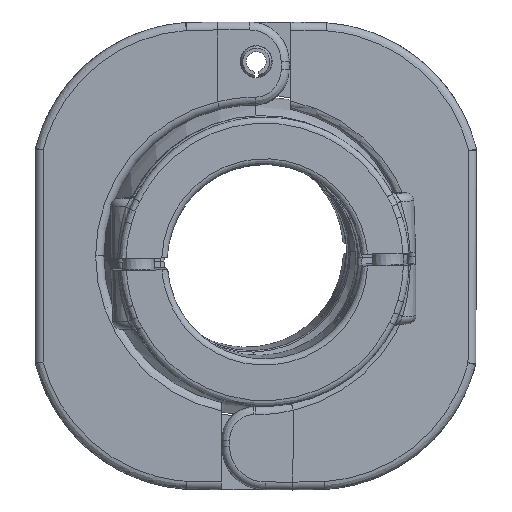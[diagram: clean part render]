
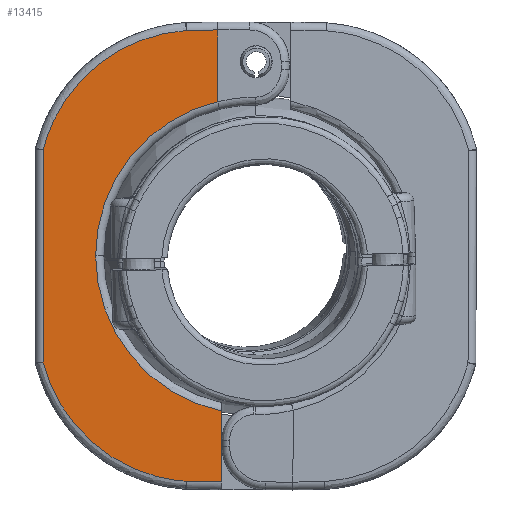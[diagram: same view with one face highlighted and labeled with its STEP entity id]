
A CAD part, front view. The second image highlights one B-rep face of the part: STEP entity #13415.
In plain terms, the highlighted planar face has unit normal (-0.018, -1, 0).
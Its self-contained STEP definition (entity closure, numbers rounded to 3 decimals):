
#1026 = VERTEX_POINT ( 'NONE', #71937 ) ;
#2909 = CARTESIAN_POINT ( 'NONE',  ( -40.299, -18.462, 0. ) ) ;
#3511 = DIRECTION ( 'NONE',  ( 0., 0., 1. ) ) ;
#6695 = CARTESIAN_POINT ( 'NONE',  ( -9.5, -19., 38.897 ) ) ;
#6845 = ORIENTED_EDGE ( 'NONE', *, *, #28321, .T. ) ;
#6888 = DIRECTION ( 'NONE',  ( -0.017, -1., 0. ) ) ;
#7357 = DIRECTION ( 'NONE',  ( -1., 0.017, 0. ) ) ;
#7688 = CARTESIAN_POINT ( 'NONE',  ( -9.5, -19., 27. ) ) ;
#8549 = EDGE_CURVE ( 'NONE', #37573, #20967, #9443, .T. ) ;
#9443 = LINE ( 'NONE', #56075, #72784 ) ;
#12506 = DIRECTION ( 'NONE',  ( 0., 0., -1. ) ) ;
#12841 = VERTEX_POINT ( 'NONE', #2909 ) ;
#13077 = CARTESIAN_POINT ( 'NONE',  ( -17.451, -18.861, 56.862 ) ) ;
#13415 = ADVANCED_FACE ( 'NONE', ( #50150 ), #43377, .T. ) ;
#15374 = EDGE_CURVE ( 'NONE', #20967, #59985, #74133, .T. ) ;
#15734 = DIRECTION ( 'NONE',  ( 1., -0.017, -0.017 ) ) ;
#17267 = DIRECTION ( 'NONE',  ( -1., 0.017, -0.017 ) ) ;
#19232 = CARTESIAN_POINT ( 'NONE',  ( -0.334, -19.16, 0. ) ) ;
#20288 = CARTESIAN_POINT ( 'NONE',  ( -35.357, -18.549, -55.652 ) ) ;
#20967 = VERTEX_POINT ( 'NONE', #40206 ) ;
#22386 = LINE ( 'NONE', #35072, #82081 ) ;
#23635 = CARTESIAN_POINT ( 'NONE',  ( -49.137, -18.308, 44.154 ) ) ;
#24889 = CARTESIAN_POINT ( 'NONE',  ( -0.334, -19.16, 0. ) ) ;
#25308 = DIRECTION ( 'NONE',  ( -1., 0.017, 0. ) ) ;
#26787 = CARTESIAN_POINT ( 'NONE',  ( -17.451, -18.861, -56.862 ) ) ;
#26999 = CARTESIAN_POINT ( 'NONE',  ( -53.535, -18.231, 26.754 ) ) ;
#27819 = VECTOR ( 'NONE', #17267, 1000. ) ;
#27916 = CARTESIAN_POINT ( 'NONE',  ( -49.137, -18.308, -44.154 ) ) ;
#28321 = EDGE_CURVE ( 'NONE', #53804, #12841, #77709, .T. ) ;
#29150 = CARTESIAN_POINT ( 'NONE',  ( -17.441, -18.861, 56.862 ) ) ;
#32701 = VERTEX_POINT ( 'NONE', #76187 ) ;
#32801 = CARTESIAN_POINT ( 'NONE',  ( -53.535, -18.231, 26.754 ) ) ;
#33193 = DIRECTION ( 'NONE',  ( 0.017, 1., 0. ) ) ;
#33211 = EDGE_CURVE ( 'NONE', #12841, #37573, #51232, .T. ) ;
#33213 = CARTESIAN_POINT ( 'NONE',  ( -17.451, -18.861, 56.862 ) ) ;
#34186 = AXIS2_PLACEMENT_3D ( 'NONE', #19232, #33193, #7357 ) ;
#35072 = CARTESIAN_POINT ( 'NONE',  ( -8.5, -19.017, 27. ) ) ;
#36605 = ORIENTED_EDGE ( 'NONE', *, *, #73777, .T. ) ;
#37573 = VERTEX_POINT ( 'NONE', #6695 ) ;
#38322 =( BOUNDED_CURVE ( )  B_SPLINE_CURVE ( 3, ( #78514, #27916, #20288, #78104 ),
 .UNSPECIFIED., .F., .F. ) 
 B_SPLINE_CURVE_WITH_KNOTS ( ( 4, 4 ),
 ( 3.389, 4.645 ),
 .UNSPECIFIED. ) 
 CURVE ( )  GEOMETRIC_REPRESENTATION_ITEM ( )  RATIONAL_B_SPLINE_CURVE ( ( 1., 0.873, 0.873, 1. ) ) 
 REPRESENTATION_ITEM ( '' )  );
#39236 = ORIENTED_EDGE ( 'NONE', *, *, #73971, .F. ) ;
#40051 = ORIENTED_EDGE ( 'NONE', *, *, #15374, .T. ) ;
#40206 = CARTESIAN_POINT ( 'NONE',  ( -9.5, -19., 57. ) ) ;
#40983 = CARTESIAN_POINT ( 'NONE',  ( -9.5, -19., 57. ) ) ;
#42646 = CARTESIAN_POINT ( 'NONE',  ( -9.5, -19., 27. ) ) ;
#42890 = VECTOR ( 'NONE', #12506, 1000. ) ;
#43377 = PLANE ( 'NONE',  #51375 ) ;
#45700 = DIRECTION ( 'NONE',  ( 0.017, 1., 0. ) ) ;
#46747 = DIRECTION ( 'NONE',  ( -1., 0.017, 0. ) ) ;
#48360 = ORIENTED_EDGE ( 'NONE', *, *, #8549, .T. ) ;
#49936 = ORIENTED_EDGE ( 'NONE', *, *, #56698, .T. ) ;
#50150 = FACE_OUTER_BOUND ( 'NONE', #79857, .T. ) ;
#51109 = LINE ( 'NONE', #83450, #42890 ) ;
#51232 = CIRCLE ( 'NONE', #77066, 39.971 ) ;
#51375 = AXIS2_PLACEMENT_3D ( 'NONE', #7688, #6888, #46747 ) ;
#53804 = VERTEX_POINT ( 'NONE', #58012 ) ;
#54688 = VERTEX_POINT ( 'NONE', #13077 ) ;
#55951 = ORIENTED_EDGE ( 'NONE', *, *, #57558, .T. ) ;
#56075 = CARTESIAN_POINT ( 'NONE',  ( -9.5, -19., 27. ) ) ;
#56698 = EDGE_CURVE ( 'NONE', #54688, #57370, #78325, .T. ) ;
#57370 = VERTEX_POINT ( 'NONE', #26999 ) ;
#57558 = EDGE_CURVE ( 'NONE', #57370, #1026, #51109, .T. ) ;
#58012 = CARTESIAN_POINT ( 'NONE',  ( -8.5, -19.017, -39.128 ) ) ;
#58318 = CARTESIAN_POINT ( 'NONE',  ( -9.465, -19.001, -57.001 ) ) ;
#59985 = VERTEX_POINT ( 'NONE', #40983 ) ;
#60290 = ORIENTED_EDGE ( 'NONE', *, *, #73952, .T. ) ;
#60915 = VECTOR ( 'NONE', #68094, 1000. ) ;
#62675 = LINE ( 'NONE', #29150, #27819 ) ;
#68094 = DIRECTION ( 'NONE',  ( 0., 0., 1. ) ) ;
#71122 = EDGE_CURVE ( 'NONE', #81195, #32701, #71603, .T. ) ;
#71603 = LINE ( 'NONE', #58318, #80107 ) ;
#71937 = CARTESIAN_POINT ( 'NONE',  ( -53.535, -18.231, -26.754 ) ) ;
#72784 = VECTOR ( 'NONE', #3511, 1000. ) ;
#73777 = EDGE_CURVE ( 'NONE', #1026, #81195, #38322, .T. ) ;
#73952 = EDGE_CURVE ( 'NONE', #59985, #54688, #62675, .T. ) ;
#73971 = EDGE_CURVE ( 'NONE', #53804, #32701, #22386, .T. ) ;
#74133 = LINE ( 'NONE', #42646, #60915 ) ;
#74237 = DIRECTION ( 'NONE',  ( 0., 0., -1. ) ) ;
#76187 = CARTESIAN_POINT ( 'NONE',  ( -8.5, -19.017, -57.018 ) ) ;
#77066 = AXIS2_PLACEMENT_3D ( 'NONE', #24889, #45700, #25308 ) ;
#77709 = CIRCLE ( 'NONE', #34186, 39.971 ) ;
#78104 = CARTESIAN_POINT ( 'NONE',  ( -17.451, -18.861, -56.862 ) ) ;
#78325 =( BOUNDED_CURVE ( )  B_SPLINE_CURVE ( 3, ( #33213, #83128, #23635, #32801 ),
 .UNSPECIFIED., .F., .F. ) 
 B_SPLINE_CURVE_WITH_KNOTS ( ( 4, 4 ),
 ( 1.638, 2.894 ),
 .UNSPECIFIED. ) 
 CURVE ( )  GEOMETRIC_REPRESENTATION_ITEM ( )  RATIONAL_B_SPLINE_CURVE ( ( 1., 0.873, 0.873, 1. ) ) 
 REPRESENTATION_ITEM ( '' )  );
#78514 = CARTESIAN_POINT ( 'NONE',  ( -53.535, -18.231, -26.754 ) ) ;
#79239 = ORIENTED_EDGE ( 'NONE', *, *, #71122, .T. ) ;
#79857 = EDGE_LOOP ( 'NONE', ( #39236, #6845, #83717, #48360, #40051, #60290, #49936, #55951, #36605, #79239 ) ) ;
#80107 = VECTOR ( 'NONE', #15734, 1000. ) ;
#81195 = VERTEX_POINT ( 'NONE', #26787 ) ;
#82081 = VECTOR ( 'NONE', #74237, 1000. ) ;
#83128 = CARTESIAN_POINT ( 'NONE',  ( -35.357, -18.549, 55.652 ) ) ;
#83450 = CARTESIAN_POINT ( 'NONE',  ( -53.535, -18.231, -26.878 ) ) ;
#83717 = ORIENTED_EDGE ( 'NONE', *, *, #33211, .T. ) ;
